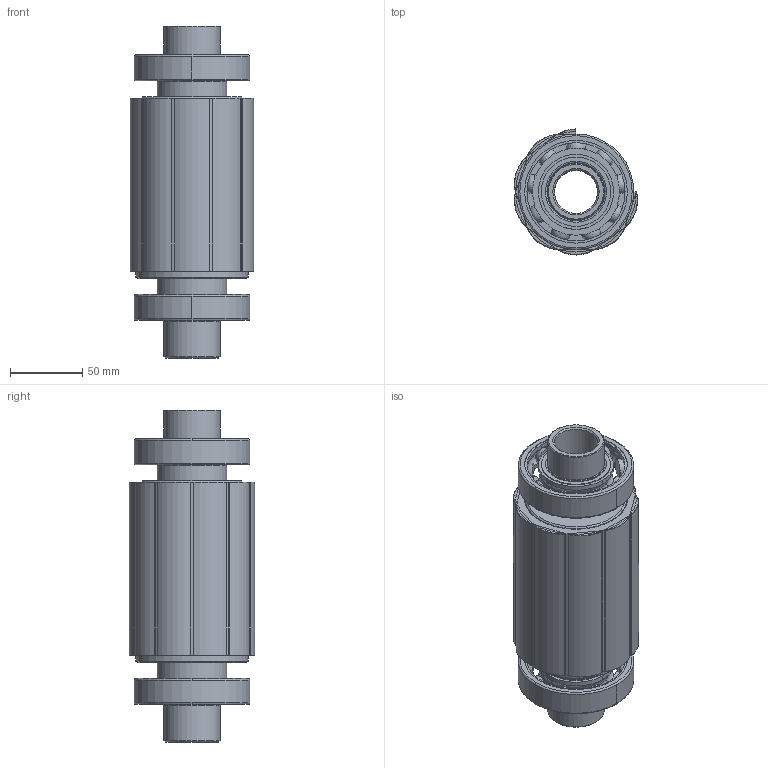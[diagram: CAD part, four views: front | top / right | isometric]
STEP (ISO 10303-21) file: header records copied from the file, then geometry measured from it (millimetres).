
FILE_DESCRIPTION(('FreeCAD Model'),'2;1');
FILE_NAME('Rotormontage mit Toleranzringen 1.step', '2017-04-11T18:41:42',('Author'),(''), 'Open CASCADE STEP processor 6.8','FreeCAD','Unknown');
FILE_SCHEMA(('AUTOMOTIVE_DESIGN_CC2 { 1 2 10303 214 -1 1 5 4 }'));
Length unit declared in the file: millimetre
Products named in the file (7): ASSEMBLY; Magnetrotor; Toleranzring_34x15; Toleranzring_35x15; Welle; Lager_1_6208_80x40x18; Lager_2_6208_80x40x18
Assembly tree (6 placements, depth 2):
  ASSEMBLY
    Magnetrotor
    Toleranzring_34x15
    Toleranzring_35x15
    Welle
    Lager_1_6208_80x40x18
    Lager_2_6208_80x40x18
Bounding box: 85.28 x 87.15 x 230 mm (x, y, z)
Volume: 725963.6 mm3; surface area: 183466 mm2
Topology: 10 solids, 10 shells, 1845 faces, 5300 edges, 3124 vertices
Faces by surface type: cylinder 965, plane 682, torus 118, sphere 68, cone 12
Full cylindrical faces by diameter (mm): 30 x1, 39 x2, 40 x2, 48 x2, 66.8 x3, 67.8 x2, 68.8 x3, 69.8 x2, 70 x2, 72 x2, 78 x1
Entity records: 237780 total; most frequent: CARTESIAN_POINT 136812, DIRECTION 19484, ORIENTED_EDGE 10396, PCURVE 10396, DEFINITIONAL_REPRESENTATION 10396, LINE 9482, VECTOR 9482, EDGE_CURVE 5198
